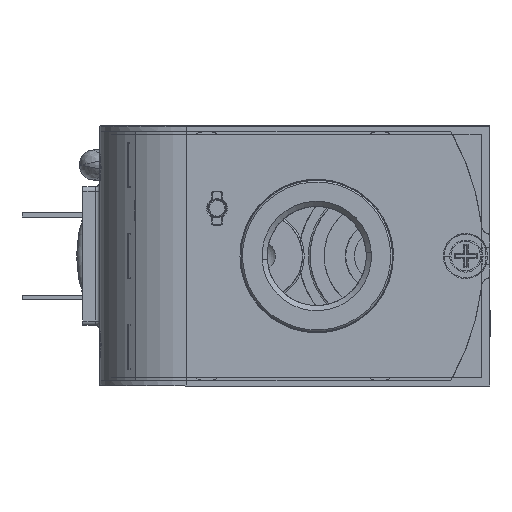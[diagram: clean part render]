
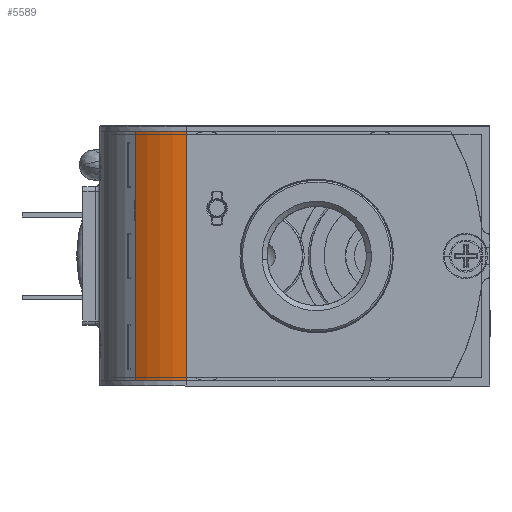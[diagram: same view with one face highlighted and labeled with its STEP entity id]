
A CAD part, left-side view. The second image highlights one B-rep face of the part: STEP entity #5589.
In plain terms, the highlighted cylindrical face has radius 10 mm (diameter 20 mm), a partial arc.
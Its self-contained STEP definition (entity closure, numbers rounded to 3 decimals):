
#5589=ADVANCED_FACE('',(#12164),#12165,.T.);
#12164=FACE_OUTER_BOUND('',#29982,.T.);
#12165=CYLINDRICAL_SURFACE('',#29983,10.);
#29982=EDGE_LOOP('',(#66363,#66364,#66365,#66366));
#29983=AXIS2_PLACEMENT_3D('',#66367,#66368,#66369);
#66363=ORIENTED_EDGE('',*,*,#79331,.T.);
#66364=ORIENTED_EDGE('',*,*,#79332,.T.);
#66365=ORIENTED_EDGE('',*,*,#79333,.F.);
#66366=ORIENTED_EDGE('',*,*,#79324,.F.);
#66367=CARTESIAN_POINT('',(-32.9,2.3,14.));
#66368=DIRECTION('',(0.,0.,-1.0));
#66369=DIRECTION('',(-1.0,0.,0.));
#79324=EDGE_CURVE('',#90485,#90487,#90488,.T.);
#79331=EDGE_CURVE('',#90485,#90499,#90500,.T.);
#79332=EDGE_CURVE('',#90499,#90501,#90502,.T.);
#79333=EDGE_CURVE('',#90487,#90501,#90503,.T.);
#90485=VERTEX_POINT('',#109530);
#90487=VERTEX_POINT('',#109533);
#90488=LINE('',#109534,#109535);
#90499=VERTEX_POINT('',#109549);
#90500=CIRCLE('',#109550,10.0);
#90501=VERTEX_POINT('',#109551);
#90502=LINE('',#109552,#109553);
#90503=CIRCLE('',#109554,10.0);
#109530=CARTESIAN_POINT('',(-42.9,2.3,14.4));
#109533=CARTESIAN_POINT('',(-42.9,2.3,-14.4));
#109534=CARTESIAN_POINT('',(-42.9,2.3,14.));
#109535=VECTOR('',#126959,1000.0);
#109549=CARTESIAN_POINT('',(-40.996,8.17,14.4));
#109550=AXIS2_PLACEMENT_3D('',#126969,#126970,#126971);
#109551=CARTESIAN_POINT('',(-40.996,8.17,-14.4));
#109552=CARTESIAN_POINT('',(-40.996,8.17,14.));
#109553=VECTOR('',#126972,1000.0);
#109554=AXIS2_PLACEMENT_3D('',#126973,#126974,#126975);
#126959=DIRECTION('',(0.,0.,-1.0));
#126969=CARTESIAN_POINT('',(-32.9,2.3,14.4));
#126970=DIRECTION('',(0.,0.,-1.0));
#126971=DIRECTION('',(-1.0,0.,0.));
#126972=DIRECTION('',(0.,0.,-1.0));
#126973=CARTESIAN_POINT('',(-32.9,2.3,-14.4));
#126974=DIRECTION('',(0.,0.,-1.0));
#126975=DIRECTION('',(-1.0,0.,0.));
